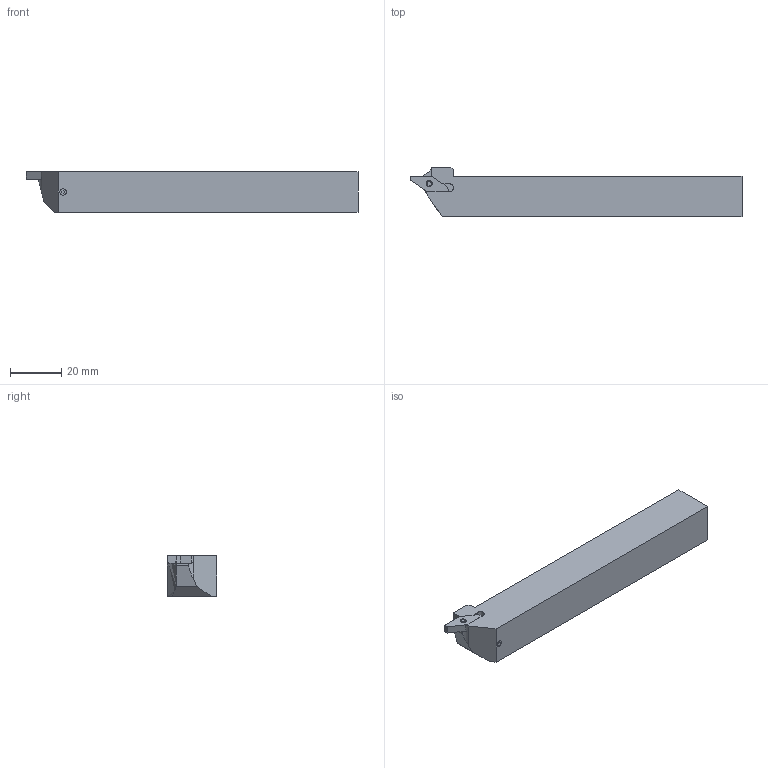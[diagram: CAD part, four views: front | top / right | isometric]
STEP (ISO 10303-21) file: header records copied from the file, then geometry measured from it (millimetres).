
FILE_DESCRIPTION (( 'STEP AP214' ), '1' );
FILE_NAME ('CUT-199-08.STEP', '2017-11-20T10:21:03', ( '' ), ( '' ), 'SwSTEP 2.0', 'SolidWorks 2017', '' );
FILE_SCHEMA (( 'AUTOMOTIVE_DESIGN' ));
Length unit declared in the file: millimetre
Products named in the file (1): CUT-199-08
Bounding box: 130 x 19.5 x 16 mm (x, y, z)
Volume: 31595.2 mm3; surface area: 8539.9 mm2
Topology: 1 solids, 1 shells, 46 faces, 135 edges, 90 vertices
Faces by surface type: plane 37, cylinder 6, bspline 3
Entity records: 1944 total; most frequent: CARTESIAN_POINT 516, ORIENTED_EDGE 270, DIRECTION 239, EDGE_CURVE 135, VERTEX_POINT 90, VECTOR 85, LINE 85, AXIS2_PLACEMENT_3D 77
